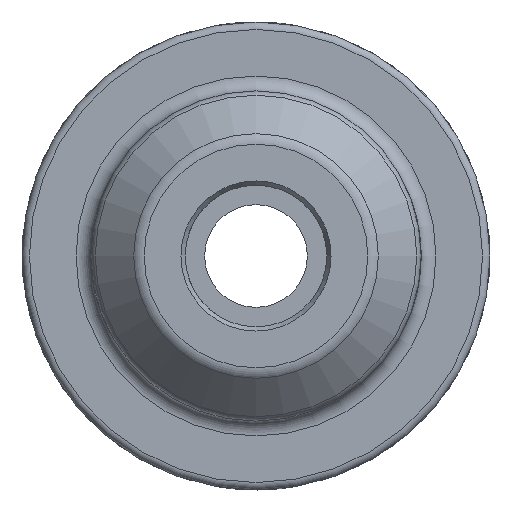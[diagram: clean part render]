
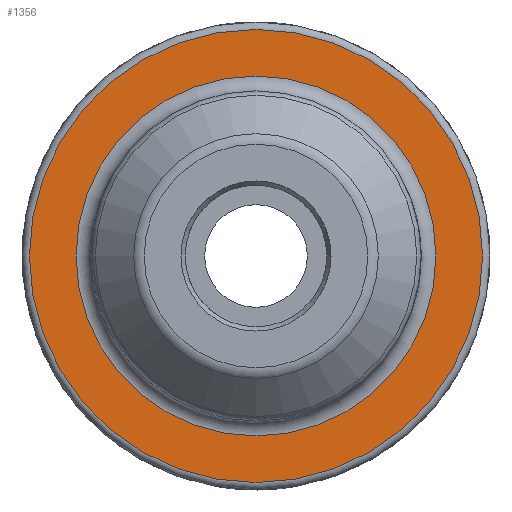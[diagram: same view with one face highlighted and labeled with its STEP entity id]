
A CAD part, front view. The second image highlights one B-rep face of the part: STEP entity #1356.
In plain terms, the highlighted planar face has unit normal (0, -1, 0).
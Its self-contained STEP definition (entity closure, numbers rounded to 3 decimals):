
#38=PLANE('',#1458);
#72=FACE_BOUND('',#276,.T.);
#90=CIRCLE('',#1456,24.225);
#91=CIRCLE('',#1457,24.225);
#92=CIRCLE('',#1459,30.5);
#93=CIRCLE('',#1460,30.5);
#198=FACE_OUTER_BOUND('',#275,.T.);
#275=EDGE_LOOP('',(#941,#942));
#276=EDGE_LOOP('',(#943,#944));
#550=VERTEX_POINT('',#2318);
#551=VERTEX_POINT('',#2320);
#552=VERTEX_POINT('',#2324);
#553=VERTEX_POINT('',#2325);
#706=EDGE_CURVE('',#550,#551,#90,.T.);
#707=EDGE_CURVE('',#551,#550,#91,.T.);
#708=EDGE_CURVE('',#552,#553,#92,.T.);
#709=EDGE_CURVE('',#553,#552,#93,.T.);
#941=ORIENTED_EDGE('',*,*,#708,.F.);
#942=ORIENTED_EDGE('',*,*,#709,.F.);
#943=ORIENTED_EDGE('',*,*,#707,.F.);
#944=ORIENTED_EDGE('',*,*,#706,.F.);
#1356=ADVANCED_FACE('',(#198,#72),#38,.T.);
#1456=AXIS2_PLACEMENT_3D('',#2321,#1641,#1642);
#1457=AXIS2_PLACEMENT_3D('',#2322,#1643,#1644);
#1458=AXIS2_PLACEMENT_3D('',#2323,#1645,#1646);
#1459=AXIS2_PLACEMENT_3D('',#2326,#1647,#1648);
#1460=AXIS2_PLACEMENT_3D('',#2327,#1649,#1650);
#1641=DIRECTION('center_axis',(0.,-1.,0.));
#1642=DIRECTION('ref_axis',(-1.,0.,0.));
#1643=DIRECTION('center_axis',(0.,-1.,0.));
#1644=DIRECTION('ref_axis',(-1.,0.,0.));
#1645=DIRECTION('center_axis',(0.,-1.,0.));
#1646=DIRECTION('ref_axis',(0.,0.,-1.));
#1647=DIRECTION('center_axis',(0.,1.,0.));
#1648=DIRECTION('ref_axis',(1.,0.,0.));
#1649=DIRECTION('center_axis',(0.,1.,0.));
#1650=DIRECTION('ref_axis',(1.,0.,0.));
#2318=CARTESIAN_POINT('',(0.,-27.,-24.225));
#2320=CARTESIAN_POINT('',(24.225,-27.,0.));
#2321=CARTESIAN_POINT('Origin',(0.,-27.,0.));
#2322=CARTESIAN_POINT('Origin',(0.,-27.,0.));
#2323=CARTESIAN_POINT('Origin',(-31.5,-27.,0.));
#2324=CARTESIAN_POINT('',(-30.5,-27.,0.));
#2325=CARTESIAN_POINT('',(0.,-27.,-30.5));
#2326=CARTESIAN_POINT('Origin',(0.,-27.,0.));
#2327=CARTESIAN_POINT('Origin',(0.,-27.,0.));
